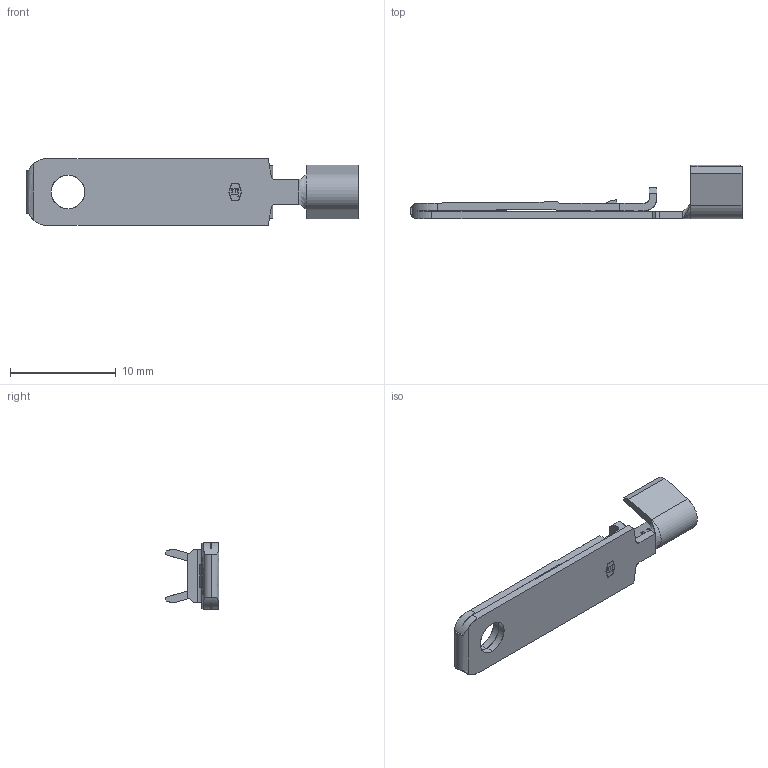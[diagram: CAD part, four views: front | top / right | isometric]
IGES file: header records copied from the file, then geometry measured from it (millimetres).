
Start section: SolidWorks IGES file using analytic representation for surfaces
Global section: file name: 14207.IGS; native system: SolidWorks 2014; preprocessor: SolidWorks 2014; author: sjohnson; date: 150223.143250; units: inch
Bounding box: 31.34 x 5.08 x 6.32 mm (x, y, z)
Surface area: 781.9 mm2 (no closed solid volume)
Topology: 0 solids, 0 shells, 173 faces, 1150 edges, 1150 vertices
Faces by surface type: bspline 136, revolution 37
